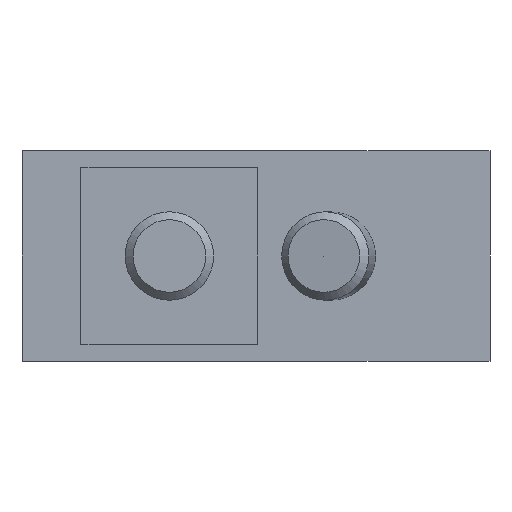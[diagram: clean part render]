
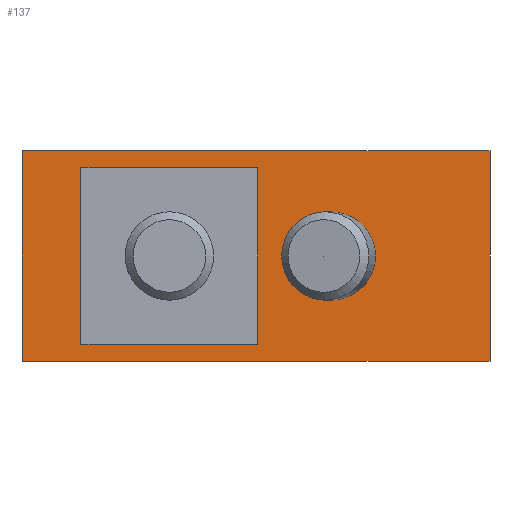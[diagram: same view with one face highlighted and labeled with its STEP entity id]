
A CAD part, front view. The second image highlights one B-rep face of the part: STEP entity #137.
In plain terms, the highlighted planar face has unit normal (0, -1, 0).
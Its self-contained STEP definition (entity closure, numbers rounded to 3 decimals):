
#137 = ADVANCED_FACE( '', ( #327, #328, #329 ), #330, .F. );
#327 = FACE_BOUND( '', #579, .T. );
#328 = FACE_BOUND( '', #580, .T. );
#329 = FACE_OUTER_BOUND( '', #581, .T. );
#330 = PLANE( '', #582 );
#579 = EDGE_LOOP( '', ( #936 ) );
#580 = EDGE_LOOP( '', ( #937, #938, #939, #940 ) );
#581 = EDGE_LOOP( '', ( #941, #942, #943, #944 ) );
#582 = AXIS2_PLACEMENT_3D( '', #945, #946, #947 );
#936 = ORIENTED_EDGE( '', *, *, #1510, .F. );
#937 = ORIENTED_EDGE( '', *, *, #1511, .F. );
#938 = ORIENTED_EDGE( '', *, *, #1501, .T. );
#939 = ORIENTED_EDGE( '', *, *, #1508, .F. );
#940 = ORIENTED_EDGE( '', *, *, #1512, .F. );
#941 = ORIENTED_EDGE( '', *, *, #1513, .T. );
#942 = ORIENTED_EDGE( '', *, *, #1420, .F. );
#943 = ORIENTED_EDGE( '', *, *, #1514, .F. );
#944 = ORIENTED_EDGE( '', *, *, #1443, .T. );
#945 = CARTESIAN_POINT( '', ( -20., 0., 14.25 ) );
#946 = DIRECTION( '', ( 0., 1., 0. ) );
#947 = DIRECTION( '', ( 0., 0., 1. ) );
#1420 = EDGE_CURVE( '', #1678, #1673, #1680, .T. );
#1443 = EDGE_CURVE( '', #1723, #1721, #1724, .T. );
#1501 = EDGE_CURVE( '', #1819, #1820, #1821, .T. );
#1508 = EDGE_CURVE( '', #1828, #1820, #1830, .T. );
#1510 = EDGE_CURVE( '', #1832, #1832, #1833, .F. );
#1511 = EDGE_CURVE( '', #1819, #1834, #1835, .T. );
#1512 = EDGE_CURVE( '', #1834, #1828, #1836, .T. );
#1513 = EDGE_CURVE( '', #1721, #1673, #1837, .T. );
#1514 = EDGE_CURVE( '', #1723, #1678, #1838, .T. );
#1673 = VERTEX_POINT( '', #2039 );
#1678 = VERTEX_POINT( '', #2046 );
#1680 = LINE( '', #2049, #2050 );
#1721 = VERTEX_POINT( '', #2108 );
#1723 = VERTEX_POINT( '', #2111 );
#1724 = LINE( '', #2112, #2113 );
#1819 = VERTEX_POINT( '', #2244 );
#1820 = VERTEX_POINT( '', #2245 );
#1821 = LINE( '', #2246, #2247 );
#1828 = VERTEX_POINT( '', #2258 );
#1830 = LINE( '', #2261, #2262 );
#1832 = VERTEX_POINT( '', #2264 );
#1833 = ELLIPSE( '', #2265, 6.093, 6. );
#1834 = VERTEX_POINT( '', #2266 );
#1835 = LINE( '', #2267, #2268 );
#1836 = LINE( '', #2269, #2270 );
#1837 = LINE( '', #2271, #2272 );
#1838 = LINE( '', #2273, #2274 );
#2039 = CARTESIAN_POINT( '', ( 43.5, 0., -14.25 ) );
#2046 = CARTESIAN_POINT( '', ( 43.5, 0., 14.25 ) );
#2049 = CARTESIAN_POINT( '', ( 43.5, 0., 14.25 ) );
#2050 = VECTOR( '', #2610, 1000. );
#2108 = CARTESIAN_POINT( '', ( -20., 0., -14.25 ) );
#2111 = CARTESIAN_POINT( '', ( -20., 0., 14.25 ) );
#2112 = CARTESIAN_POINT( '', ( -20., 0., 14.25 ) );
#2113 = VECTOR( '', #2632, 1000. );
#2244 = CARTESIAN_POINT( '', ( 12., 0., 8. ) );
#2245 = CARTESIAN_POINT( '', ( 12., 0., -8. ) );
#2246 = CARTESIAN_POINT( '', ( 12., 0., 14.25 ) );
#2247 = VECTOR( '', #2696, 1000. );
#2258 = CARTESIAN_POINT( '', ( -12., 0., -8. ) );
#2261 = CARTESIAN_POINT( '', ( -20., 0., -8. ) );
#2262 = VECTOR( '', #2702, 1000. );
#2264 = CARTESIAN_POINT( '', ( 15.784, 0., 0. ) );
#2265 = AXIS2_PLACEMENT_3D( '', #2703, #2704, #2705 );
#2266 = CARTESIAN_POINT( '', ( -12., 0., 8. ) );
#2267 = CARTESIAN_POINT( '', ( -20., 0., 8. ) );
#2268 = VECTOR( '', #2706, 1000. );
#2269 = CARTESIAN_POINT( '', ( -12., 0., 14.25 ) );
#2270 = VECTOR( '', #2707, 1000. );
#2271 = CARTESIAN_POINT( '', ( -20., 0., -14.25 ) );
#2272 = VECTOR( '', #2708, 1000. );
#2273 = CARTESIAN_POINT( '', ( -20., 0., 14.25 ) );
#2274 = VECTOR( '', #2709, 1000. );
#2610 = DIRECTION( '', ( 0., 0., -1. ) );
#2632 = DIRECTION( '', ( 0., 0., -1. ) );
#2696 = DIRECTION( '', ( 0., 0., -1. ) );
#2702 = DIRECTION( '', ( 1., 0., 0. ) );
#2703 = CARTESIAN_POINT( '', ( 21.876, 0., 0. ) );
#2704 = DIRECTION( '', ( 0., 1., 0. ) );
#2705 = DIRECTION( '', ( -1., 0., 0. ) );
#2706 = DIRECTION( '', ( -1., 0., 0. ) );
#2707 = DIRECTION( '', ( 0., 0., -1. ) );
#2708 = DIRECTION( '', ( 1., 0., 0. ) );
#2709 = DIRECTION( '', ( 1., 0., 0. ) );
